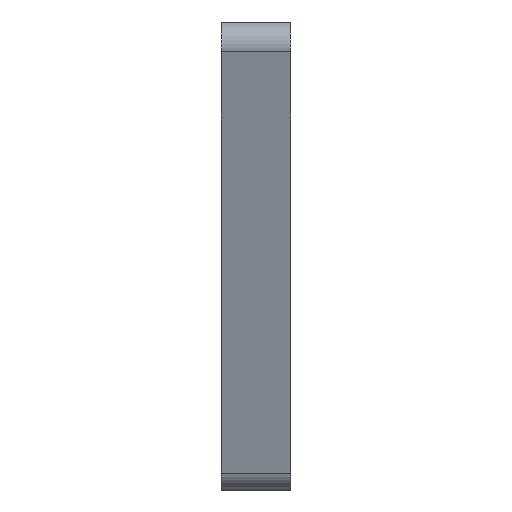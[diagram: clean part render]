
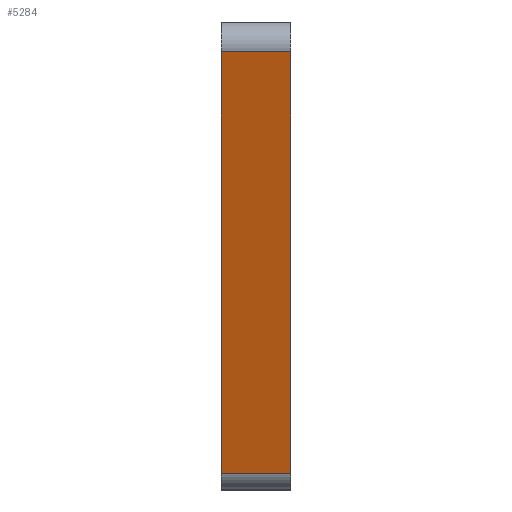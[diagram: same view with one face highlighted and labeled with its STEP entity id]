
A CAD part, left-side view. The second image highlights one B-rep face of the part: STEP entity #5284.
In plain terms, the highlighted planar face has unit normal (-0.956, 0, -0.293).
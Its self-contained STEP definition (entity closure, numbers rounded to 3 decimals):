
#27=PLANE('',#5578);
#202=FACE_OUTER_BOUND('',#476,.T.);
#476=EDGE_LOOP('',(#3559,#3560,#3561,#3562));
#763=LINE('',#7641,#1375);
#764=LINE('',#7644,#1376);
#765=LINE('',#7646,#1377);
#766=LINE('',#7647,#1378);
#1375=VECTOR('',#6071,10.);
#1376=VECTOR('',#6074,10.);
#1377=VECTOR('',#6075,10.);
#1378=VECTOR('',#6076,10.);
#2193=VERTEX_POINT('',#7634);
#2196=VERTEX_POINT('',#7639);
#2197=VERTEX_POINT('',#7643);
#2198=VERTEX_POINT('',#7645);
#2741=EDGE_CURVE('',#2196,#2193,#763,.T.);
#2742=EDGE_CURVE('',#2197,#2196,#764,.T.);
#2743=EDGE_CURVE('',#2198,#2197,#765,.T.);
#2744=EDGE_CURVE('',#2198,#2193,#766,.T.);
#3559=ORIENTED_EDGE('',*,*,#2741,.F.);
#3560=ORIENTED_EDGE('',*,*,#2742,.F.);
#3561=ORIENTED_EDGE('',*,*,#2743,.F.);
#3562=ORIENTED_EDGE('',*,*,#2744,.T.);
#5284=ADVANCED_FACE('',(#202),#27,.T.);
#5578=AXIS2_PLACEMENT_3D('',#7642,#6072,#6073);
#6071=DIRECTION('',(0.,-1.,0.));
#6072=DIRECTION('center_axis',(-0.956,0.,-0.293));
#6073=DIRECTION('ref_axis',(-0.293,0.,0.956));
#6074=DIRECTION('',(-0.293,0.,0.956));
#6075=DIRECTION('',(0.,1.,0.));
#6076=DIRECTION('',(-0.293,0.,0.956));
#7634=CARTESIAN_POINT('',(-32.032,0.,-6.666));
#7639=CARTESIAN_POINT('',(-32.032,3.,-6.666));
#7641=CARTESIAN_POINT('',(-32.032,0.,-6.666));
#7642=CARTESIAN_POINT('Origin',(-26.606,0.,-24.373));
#7643=CARTESIAN_POINT('',(-26.44,3.,-24.916));
#7644=CARTESIAN_POINT('',(-26.606,3.,-24.373));
#7645=CARTESIAN_POINT('',(-26.44,0.,-24.916));
#7646=CARTESIAN_POINT('',(-26.44,0.,-24.916));
#7647=CARTESIAN_POINT('',(-26.606,0.,-24.373));
